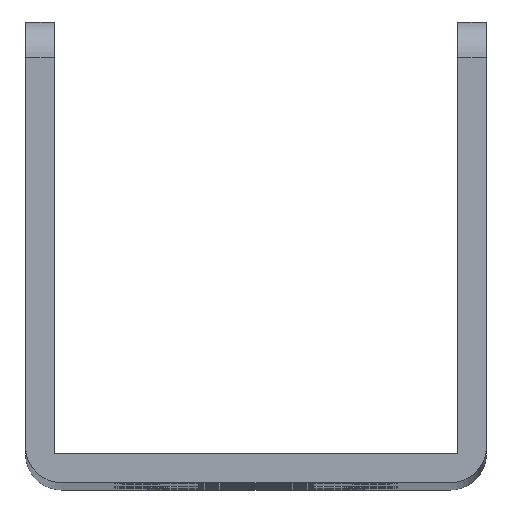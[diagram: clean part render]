
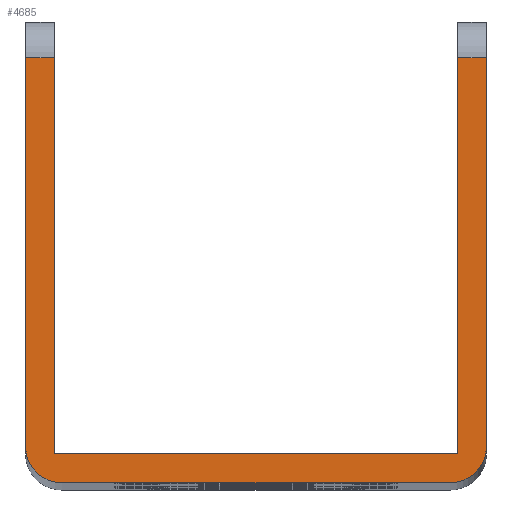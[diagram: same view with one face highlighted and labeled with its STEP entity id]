
A CAD part, top view. The second image highlights one B-rep face of the part: STEP entity #4685.
In plain terms, the highlighted planar face has unit normal (0, 0, 1).
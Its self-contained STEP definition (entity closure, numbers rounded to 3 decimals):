
#896=FACE_OUTER_BOUND('',#1131,.T.);
#1131=EDGE_LOOP('',(#3479,#3480,#3481,#3482,#3483,#3484,#3485,#3486,#3487,
#3488));
#2023=LINE('',#7015,#2053);
#2024=LINE('',#7017,#2054);
#2025=LINE('',#7019,#2055);
#2026=LINE('',#7021,#2056);
#2027=LINE('',#7023,#2057);
#2028=LINE('',#7025,#2058);
#2029=LINE('',#7027,#2059);
#2030=LINE('',#7030,#2060);
#2053=VECTOR('',#5613,27.);
#2054=VECTOR('',#5614,2.);
#2055=VECTOR('',#5615,27.5);
#2056=VECTOR('',#5616,28.);
#2057=VECTOR('',#5617,27.5);
#2058=VECTOR('',#5618,2.);
#2059=VECTOR('',#5619,27.);
#2060=VECTOR('',#5622,27.);
#2083=CIRCLE('',#4923,2.5);
#2084=CIRCLE('',#4924,2.5);
#2533=VERTEX_POINT('',#7011);
#2534=VERTEX_POINT('',#7012);
#2535=VERTEX_POINT('',#7014);
#2536=VERTEX_POINT('',#7016);
#2537=VERTEX_POINT('',#7018);
#2538=VERTEX_POINT('',#7020);
#2539=VERTEX_POINT('',#7022);
#2540=VERTEX_POINT('',#7024);
#2541=VERTEX_POINT('',#7026);
#2542=VERTEX_POINT('',#7028);
#2999=EDGE_CURVE('',#2533,#2534,#2083,.T.);
#3000=EDGE_CURVE('',#2535,#2534,#2023,.T.);
#3001=EDGE_CURVE('',#2535,#2536,#2024,.T.);
#3002=EDGE_CURVE('',#2537,#2536,#2025,.T.);
#3003=EDGE_CURVE('',#2538,#2537,#2026,.T.);
#3004=EDGE_CURVE('',#2539,#2538,#2027,.T.);
#3005=EDGE_CURVE('',#2539,#2540,#2028,.T.);
#3006=EDGE_CURVE('',#2541,#2540,#2029,.T.);
#3007=EDGE_CURVE('',#2541,#2542,#2084,.T.);
#3008=EDGE_CURVE('',#2533,#2542,#2030,.T.);
#3479=ORIENTED_EDGE('',*,*,#2999,.T.);
#3480=ORIENTED_EDGE('',*,*,#3000,.F.);
#3481=ORIENTED_EDGE('',*,*,#3001,.T.);
#3482=ORIENTED_EDGE('',*,*,#3002,.F.);
#3483=ORIENTED_EDGE('',*,*,#3003,.F.);
#3484=ORIENTED_EDGE('',*,*,#3004,.F.);
#3485=ORIENTED_EDGE('',*,*,#3005,.T.);
#3486=ORIENTED_EDGE('',*,*,#3006,.F.);
#3487=ORIENTED_EDGE('',*,*,#3007,.T.);
#3488=ORIENTED_EDGE('',*,*,#3008,.F.);
#4439=PLANE('',#4922);
#4685=ADVANCED_FACE('',(#896),#4439,.T.);
#4922=AXIS2_PLACEMENT_3D('',#7010,#5609,#5610);
#4923=AXIS2_PLACEMENT_3D('',#7013,#5611,#5612);
#4924=AXIS2_PLACEMENT_3D('',#7029,#5620,#5621);
#5609=DIRECTION('center_axis',(0.,0.,1.));
#5610=DIRECTION('ref_axis',(1.,0.,0.));
#5611=DIRECTION('center_axis',(0.,0.,1.));
#5612=DIRECTION('ref_axis',(0.,-1.,0.));
#5613=DIRECTION('',(0.,-1.,0.));
#5614=DIRECTION('',(-1.,0.,0.));
#5615=DIRECTION('',(0.,1.,0.));
#5616=DIRECTION('',(1.,0.,0.));
#5617=DIRECTION('',(0.,-1.,0.));
#5618=DIRECTION('',(-1.,0.,0.));
#5619=DIRECTION('',(0.,1.,0.));
#5620=DIRECTION('center_axis',(0.,0.,1.));
#5621=DIRECTION('ref_axis',(-1.,0.,0.));
#5622=DIRECTION('',(-1.,0.,0.));
#7010=CARTESIAN_POINT('Origin',(0.,0.,16.));
#7011=CARTESIAN_POINT('',(13.5,0.,16.));
#7012=CARTESIAN_POINT('',(16.,2.5,16.));
#7013=CARTESIAN_POINT('Origin',(13.5,2.5,16.));
#7014=CARTESIAN_POINT('',(16.,29.5,16.));
#7015=CARTESIAN_POINT('',(16.,29.5,16.));
#7016=CARTESIAN_POINT('',(14.,29.5,16.));
#7017=CARTESIAN_POINT('',(16.,29.5,16.));
#7018=CARTESIAN_POINT('',(14.,2.,16.));
#7019=CARTESIAN_POINT('',(14.,2.,16.));
#7020=CARTESIAN_POINT('',(-14.,2.,16.));
#7021=CARTESIAN_POINT('',(-14.,2.,16.));
#7022=CARTESIAN_POINT('',(-14.,29.5,16.));
#7023=CARTESIAN_POINT('',(-14.,29.5,16.));
#7024=CARTESIAN_POINT('',(-16.,29.5,16.));
#7025=CARTESIAN_POINT('',(-14.,29.5,16.));
#7026=CARTESIAN_POINT('',(-16.,2.5,16.));
#7027=CARTESIAN_POINT('',(-16.,2.5,16.));
#7028=CARTESIAN_POINT('',(-13.5,0.,16.));
#7029=CARTESIAN_POINT('Origin',(-13.5,2.5,16.));
#7030=CARTESIAN_POINT('',(13.5,0.,16.));
